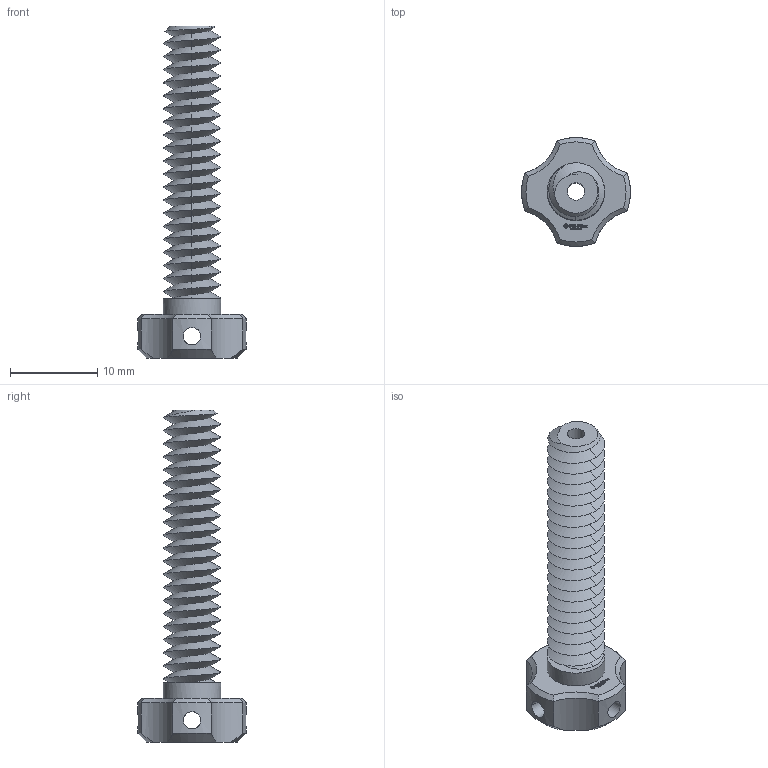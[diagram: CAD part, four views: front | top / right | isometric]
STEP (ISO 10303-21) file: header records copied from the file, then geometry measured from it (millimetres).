
FILE_DESCRIPTION(('FreeCAD Model'),'2;1');
FILE_NAME('Open CASCADE Shape Model','2023-08-17T16:55:24',(''),(''), 'Open CASCADE STEP processor 7.6','FreeCAD','Unknown');
FILE_SCHEMA(('AUTOMOTIVE_DESIGN { 1 0 10303 214 1 1 1 1 }'));
Length unit declared in the file: millimetre
Products named in the file (1): Screw SHD CRS STA FT RH BU02.25 - SPN-SCR-0129 (stemfie.org)
Bounding box: 12.5 x 12.5 x 38.12 mm (x, y, z)
Volume: 1068.9 mm3; surface area: 1806.6 mm2
Topology: 1 solids, 1 shells, 602 faces, 1673 edges, 1101 vertices
Faces by surface type: plane 320, extrusion 198, bspline 44, cylinder 22, cone 18
Full cylindrical faces by diameter (mm): 2 x3, 6.6 x1
Entity records: 48466 total; most frequent: CARTESIAN_POINT 16870, DIRECTION 4920, VECTOR 4005, LINE 3807, ORIENTED_EDGE 3346, PCURVE 3346, DEFINITIONAL_REPRESENTATION 3346, EDGE_CURVE 1673
